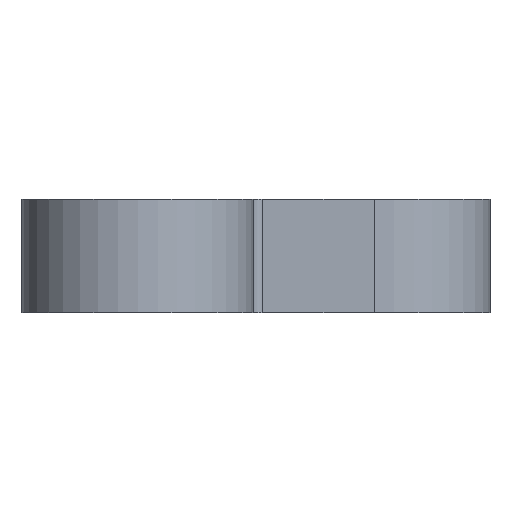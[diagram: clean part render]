
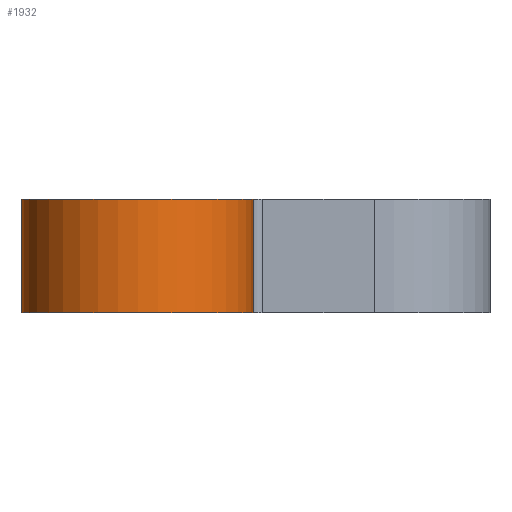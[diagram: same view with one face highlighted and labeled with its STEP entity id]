
A CAD part, front view. The second image highlights one B-rep face of the part: STEP entity #1932.
In plain terms, the highlighted cylindrical face has radius 6.2 mm (diameter 12.4 mm), a partial arc.
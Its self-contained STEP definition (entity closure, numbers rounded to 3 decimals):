
#119 = DIRECTION ( 'NONE',  ( 1., 0., 0. ) ) ;
#318 = CIRCLE ( 'NONE', #3924, 6.2 ) ;
#648 = VERTEX_POINT ( 'NONE', #1053 ) ;
#1053 = CARTESIAN_POINT ( 'NONE',  ( -6.2, -25.4, -3.05 ) ) ;
#1740 = CARTESIAN_POINT ( 'NONE',  ( 6.2, -25.4, 3.05 ) ) ;
#1929 = CARTESIAN_POINT ( 'NONE',  ( 0., -25.4, 3.05 ) ) ;
#1932 = ADVANCED_FACE ( 'NONE', ( #2381 ), #2375, .T. ) ;
#2001 = VERTEX_POINT ( 'NONE', #5164 ) ;
#2272 = VERTEX_POINT ( 'NONE', #4480 ) ;
#2375 = CYLINDRICAL_SURFACE ( 'NONE', #4416, 6.2 ) ;
#2376 = CARTESIAN_POINT ( 'NONE',  ( 6.2, -25.4, -48.425 ) ) ;
#2381 = FACE_OUTER_BOUND ( 'NONE', #6489, .T. ) ;
#2812 = DIRECTION ( 'NONE',  ( 0., 0., 1. ) ) ;
#3330 = VECTOR ( 'NONE', #2812, 1000. ) ;
#3352 = LINE ( 'NONE', #2376, #3330 ) ;
#3670 = VECTOR ( 'NONE', #4719, 1000. ) ;
#3678 = LINE ( 'NONE', #4350, #3670 ) ;
#3719 = AXIS2_PLACEMENT_3D ( 'NONE', #1929, #4996, #119 ) ;
#3856 = DIRECTION ( 'NONE',  ( 1., 0., 0. ) ) ;
#3866 = DIRECTION ( 'NONE',  ( 0., 0., -1. ) ) ;
#3887 = CARTESIAN_POINT ( 'NONE',  ( 0., -25.4, -3.05 ) ) ;
#3924 = AXIS2_PLACEMENT_3D ( 'NONE', #3887, #3866, #3856 ) ;
#4350 = CARTESIAN_POINT ( 'NONE',  ( -6.2, -25.4, -48.425 ) ) ;
#4416 = AXIS2_PLACEMENT_3D ( 'NONE', #5443, #5430, #5498 ) ;
#4442 = EDGE_CURVE ( 'NONE', #2001, #648, #318, .T. ) ;
#4480 = CARTESIAN_POINT ( 'NONE',  ( -6.2, -25.4, 3.05 ) ) ;
#4719 = DIRECTION ( 'NONE',  ( 0., 0., 1. ) ) ;
#4996 = DIRECTION ( 'NONE',  ( 0., 0., 1. ) ) ;
#5164 = CARTESIAN_POINT ( 'NONE',  ( 6.2, -25.4, -3.05 ) ) ;
#5430 = DIRECTION ( 'NONE',  ( 0., 0., 1. ) ) ;
#5443 = CARTESIAN_POINT ( 'NONE',  ( 0., -25.4, -48.425 ) ) ;
#5498 = DIRECTION ( 'NONE',  ( 1., 0., 0. ) ) ;
#5546 = EDGE_CURVE ( 'NONE', #2272, #6004, #5930, .T. ) ;
#5571 = ORIENTED_EDGE ( 'NONE', *, *, #6236, .F. ) ;
#5579 = ORIENTED_EDGE ( 'NONE', *, *, #4442, .F. ) ;
#5585 = ORIENTED_EDGE ( 'NONE', *, *, #6332, .T. ) ;
#5605 = ORIENTED_EDGE ( 'NONE', *, *, #5546, .F. ) ;
#5930 = CIRCLE ( 'NONE', #3719, 6.2 ) ;
#6004 = VERTEX_POINT ( 'NONE', #1740 ) ;
#6236 = EDGE_CURVE ( 'NONE', #648, #2272, #3678, .T. ) ;
#6332 = EDGE_CURVE ( 'NONE', #2001, #6004, #3352, .T. ) ;
#6489 = EDGE_LOOP ( 'NONE', ( #5571, #5579, #5585, #5605 ) ) ;
